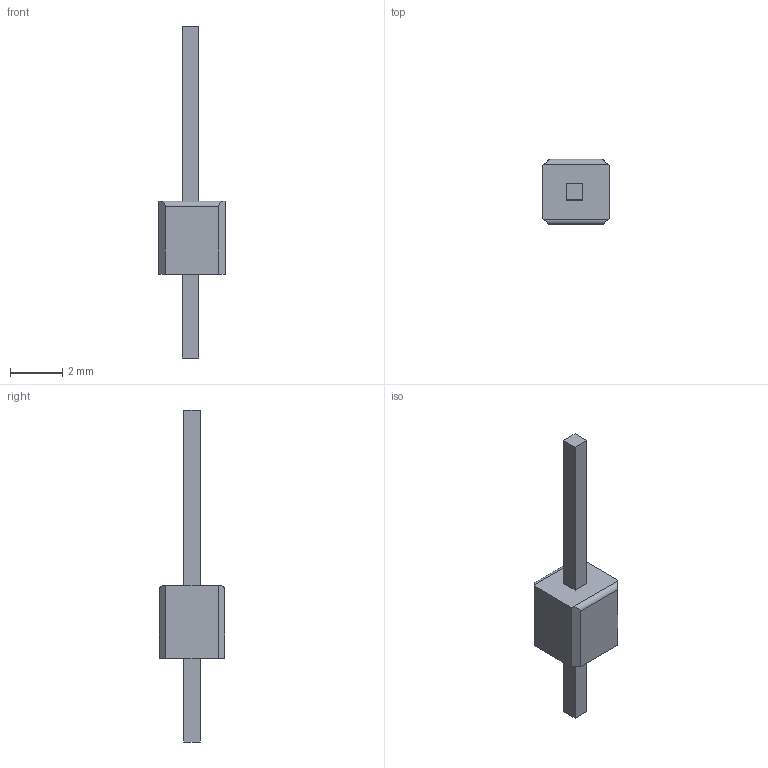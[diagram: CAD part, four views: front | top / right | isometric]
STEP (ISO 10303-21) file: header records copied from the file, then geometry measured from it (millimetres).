
FILE_DESCRIPTION((''),'2;1');
FILE_NAME('C-826629-1','2017-03-15T',('workeradm'),('Tyco Electronics Ltd.'),'CREO PARAMETRIC BY PTC INC, 2016050','CREO PARAMETRIC BY PTC INC, 2016050','');
FILE_SCHEMA(('AUTOMOTIVE_DESIGN { 1 0 10303 214 1 1 1 1 }'));
Length unit declared in the file: millimetre
Products named in the file (1): C-826629-1
Bounding box: 2.54 x 2.5 x 12.7 mm (x, y, z)
Volume: 21.3 mm3; surface area: 63.6 mm2
Topology: 1 solids, 1 shells, 22 faces, 54 edges, 36 vertices
Faces by surface type: plane 20, cylinder 2
Entity records: 834 total; most frequent: CARTESIAN_POINT 142, COLOUR_RGB 126, ORIENTED_EDGE 108, DIRECTION 94, EDGE_CURVE 54, VECTOR 50, LINE 50, VERTEX_POINT 36
